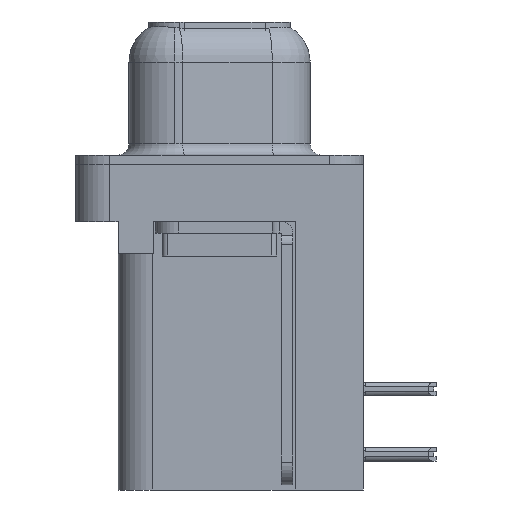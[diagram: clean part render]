
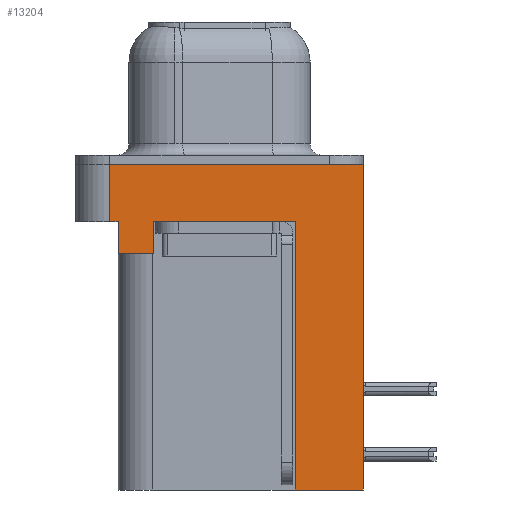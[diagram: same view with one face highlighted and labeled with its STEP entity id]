
A CAD part, left-side view. The second image highlights one B-rep face of the part: STEP entity #13204.
In plain terms, the highlighted planar face has unit normal (-1, 0, 0).
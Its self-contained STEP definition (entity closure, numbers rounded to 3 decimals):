
#335 = ORIENTED_EDGE ( 'NONE', *, *, #3773, .T. ) ;
#393 = CARTESIAN_POINT ( 'NONE',  ( -2.935, -3.295, -14.2 ) ) ;
#747 = CARTESIAN_POINT ( 'NONE',  ( -2.935, -6.275, 0. ) ) ;
#1116 = DIRECTION ( 'NONE',  ( 0., 0., 1. ) ) ;
#1358 = CARTESIAN_POINT ( 'NONE',  ( -2.935, 4.775, -2.5 ) ) ;
#1758 = EDGE_CURVE ( 'NONE', #5798, #3579, #16684, .T. ) ;
#1805 = VECTOR ( 'NONE', #8732, 1000. ) ;
#2022 = LINE ( 'NONE', #4143, #11758 ) ;
#2419 = VERTEX_POINT ( 'NONE', #25113 ) ;
#2643 = DIRECTION ( 'NONE',  ( -1., 0., 0. ) ) ;
#2679 = VERTEX_POINT ( 'NONE', #9778 ) ;
#2763 = VECTOR ( 'NONE', #8854, 1000. ) ;
#2947 = ORIENTED_EDGE ( 'NONE', *, *, #22869, .F. ) ;
#3292 = VERTEX_POINT ( 'NONE', #1358 ) ;
#3483 = AXIS2_PLACEMENT_3D ( 'NONE', #12724, #2643, #18427 ) ;
#3579 = VERTEX_POINT ( 'NONE', #22535 ) ;
#3773 = EDGE_CURVE ( 'NONE', #8792, #7365, #13393, .T. ) ;
#3847 = ORIENTED_EDGE ( 'NONE', *, *, #18225, .F. ) ;
#4143 = CARTESIAN_POINT ( 'NONE',  ( -2.935, 4.425, -3.9 ) ) ;
#4411 = CARTESIAN_POINT ( 'NONE',  ( -2.935, -6.275, -2.5 ) ) ;
#4616 = EDGE_CURVE ( 'NONE', #5798, #12535, #18698, .T. ) ;
#4815 = DIRECTION ( 'NONE',  ( 0., -1., 0. ) ) ;
#5059 = CARTESIAN_POINT ( 'NONE',  ( -2.935, -3.295, -2.5 ) ) ;
#5120 = CARTESIAN_POINT ( 'NONE',  ( -2.935, -3.295, -14.2 ) ) ;
#5777 = VECTOR ( 'NONE', #1116, 1000. ) ;
#5798 = VERTEX_POINT ( 'NONE', #23513 ) ;
#5802 = CARTESIAN_POINT ( 'NONE',  ( -2.935, 2.895, -3.9 ) ) ;
#6485 = DIRECTION ( 'NONE',  ( 0., 0., 1. ) ) ;
#6518 = DIRECTION ( 'NONE',  ( 0., 1., 0. ) ) ;
#6636 = VECTOR ( 'NONE', #6485, 1000. ) ;
#6749 = EDGE_CURVE ( 'NONE', #8541, #3579, #14952, .T. ) ;
#7365 = VERTEX_POINT ( 'NONE', #12329 ) ;
#8462 = LINE ( 'NONE', #14562, #1805 ) ;
#8541 = VERTEX_POINT ( 'NONE', #10344 ) ;
#8732 = DIRECTION ( 'NONE',  ( 0., 1., 0. ) ) ;
#8787 = LINE ( 'NONE', #4411, #22463 ) ;
#8792 = VERTEX_POINT ( 'NONE', #5802 ) ;
#8854 = DIRECTION ( 'NONE',  ( 0., -1., 0. ) ) ;
#8955 = ORIENTED_EDGE ( 'NONE', *, *, #4616, .F. ) ;
#9778 = CARTESIAN_POINT ( 'NONE',  ( -2.935, 4.425, -3.9 ) ) ;
#9899 = LINE ( 'NONE', #20095, #23456 ) ;
#10344 = CARTESIAN_POINT ( 'NONE',  ( -2.935, 4.775, 0. ) ) ;
#11565 = ORIENTED_EDGE ( 'NONE', *, *, #23768, .T. ) ;
#11595 = VECTOR ( 'NONE', #15257, 1000. ) ;
#11758 = VECTOR ( 'NONE', #24272, 1000. ) ;
#12269 = EDGE_LOOP ( 'NONE', ( #19974, #19596, #11565, #23874, #3847, #335, #22888, #2947, #8955, #17007 ) ) ;
#12329 = CARTESIAN_POINT ( 'NONE',  ( -2.935, 2.895, -2.5 ) ) ;
#12535 = VERTEX_POINT ( 'NONE', #19275 ) ;
#12724 = CARTESIAN_POINT ( 'NONE',  ( -2.935, -6.275, -2.5 ) ) ;
#12799 = EDGE_CURVE ( 'NONE', #7365, #13360, #8787, .T. ) ;
#13204 = ADVANCED_FACE ( 'NONE', ( #20792 ), #16439, .T. ) ;
#13360 = VERTEX_POINT ( 'NONE', #5059 ) ;
#13393 = LINE ( 'NONE', #23575, #11595 ) ;
#14562 = CARTESIAN_POINT ( 'NONE',  ( -2.935, 4.425, -3.9 ) ) ;
#14915 = LINE ( 'NONE', #5120, #5777 ) ;
#14952 = LINE ( 'NONE', #747, #2763 ) ;
#15257 = DIRECTION ( 'NONE',  ( 0., 0., 1. ) ) ;
#16439 = PLANE ( 'NONE',  #3483 ) ;
#16684 = LINE ( 'NONE', #18938, #6636 ) ;
#17007 = ORIENTED_EDGE ( 'NONE', *, *, #1758, .T. ) ;
#18001 = VECTOR ( 'NONE', #6518, 1000. ) ;
#18225 = EDGE_CURVE ( 'NONE', #8792, #2679, #8462, .T. ) ;
#18427 = DIRECTION ( 'NONE',  ( 0., 0., 1. ) ) ;
#18500 = VECTOR ( 'NONE', #25131, 1000. ) ;
#18698 = LINE ( 'NONE', #393, #18001 ) ;
#18938 = CARTESIAN_POINT ( 'NONE',  ( -2.935, -6.275, -2.5 ) ) ;
#19053 = CARTESIAN_POINT ( 'NONE',  ( -2.935, -6.275, -2.5 ) ) ;
#19275 = CARTESIAN_POINT ( 'NONE',  ( -2.935, -3.295, -14.2 ) ) ;
#19442 = LINE ( 'NONE', #19053, #18500 ) ;
#19596 = ORIENTED_EDGE ( 'NONE', *, *, #19924, .F. ) ;
#19924 = EDGE_CURVE ( 'NONE', #3292, #8541, #9899, .T. ) ;
#19974 = ORIENTED_EDGE ( 'NONE', *, *, #6749, .F. ) ;
#20095 = CARTESIAN_POINT ( 'NONE',  ( -2.935, 4.775, -2.5 ) ) ;
#20792 = FACE_OUTER_BOUND ( 'NONE', #12269, .T. ) ;
#22463 = VECTOR ( 'NONE', #4815, 1000. ) ;
#22535 = CARTESIAN_POINT ( 'NONE',  ( -2.935, -6.275, 0. ) ) ;
#22869 = EDGE_CURVE ( 'NONE', #12535, #13360, #14915, .T. ) ;
#22888 = ORIENTED_EDGE ( 'NONE', *, *, #12799, .T. ) ;
#23456 = VECTOR ( 'NONE', #26042, 1000. ) ;
#23513 = CARTESIAN_POINT ( 'NONE',  ( -2.935, -6.275, -14.2 ) ) ;
#23575 = CARTESIAN_POINT ( 'NONE',  ( -2.935, 2.895, -3.9 ) ) ;
#23768 = EDGE_CURVE ( 'NONE', #3292, #2419, #19442, .T. ) ;
#23874 = ORIENTED_EDGE ( 'NONE', *, *, #25187, .F. ) ;
#24272 = DIRECTION ( 'NONE',  ( 0., 0., 1. ) ) ;
#25113 = CARTESIAN_POINT ( 'NONE',  ( -2.935, 4.425, -2.5 ) ) ;
#25131 = DIRECTION ( 'NONE',  ( 0., -1., 0. ) ) ;
#25187 = EDGE_CURVE ( 'NONE', #2679, #2419, #2022, .T. ) ;
#26042 = DIRECTION ( 'NONE',  ( 0., 0., 1. ) ) ;
